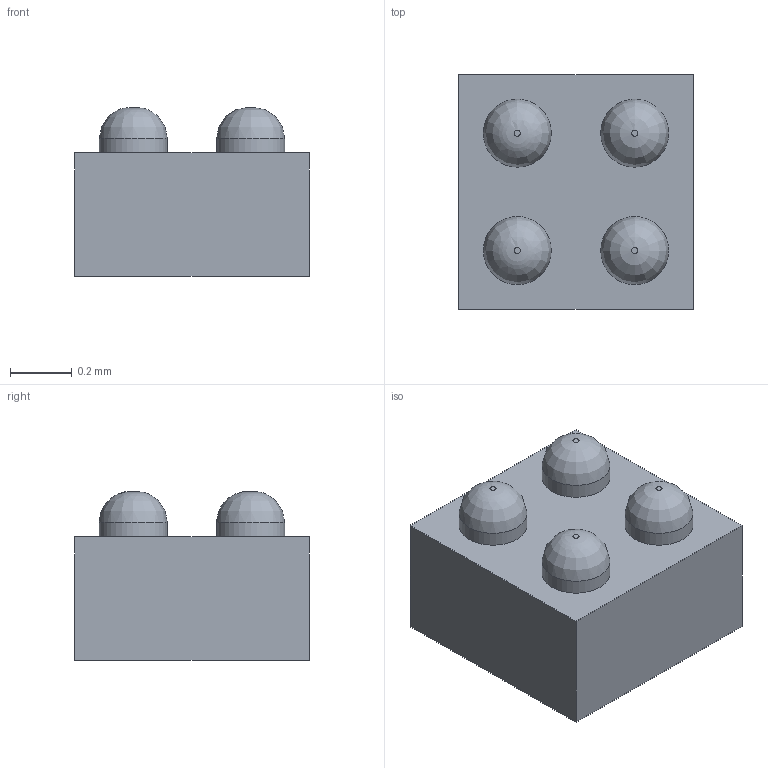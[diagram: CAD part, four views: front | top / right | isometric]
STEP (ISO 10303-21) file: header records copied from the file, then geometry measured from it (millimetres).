
FILE_DESCRIPTION( ('This file contains a STEP AP42 implementation' ,'as created by ZW3D STEP Interface translator.') ,'2;1' );
FILE_NAME( 'AKM_BGA4N40P2X2_80X80X52N.stp' ,'23 130.20 521', (''), ('ZWCAD Software Co.'), 'Version 1.0', 'ZW3D to STEP translator', '' );
FILE_SCHEMA(('AUTOMOTIVE_DESIGN { 1 0 10303 214 1 1 1 1 }'));
Length unit declared in the file: millimetre
Products named in the file (2): 0; AKM_BGA4N40P2X2_80X80X52N
Bounding box: 0.76 x 0.76 x 0.55 mm (x, y, z)
Volume: 0.2 mm3; surface area: 2.9 mm2
Topology: 5 solids, 5 shells, 22 faces, 32 edges, 20 vertices
Faces by surface type: plane 14, cylinder 4, bspline 4
Full cylindrical faces by diameter (mm): 0.22 x4
Entity records: 691 total; most frequent: CARTESIAN_POINT 251, DIRECTION 86, ORIENTED_EDGE 64, AXIS2_PLACEMENT_3D 35, EDGE_CURVE 32, EDGE_LOOP 22, FACE_OUTER_BOUND 22, ADVANCED_FACE 22
